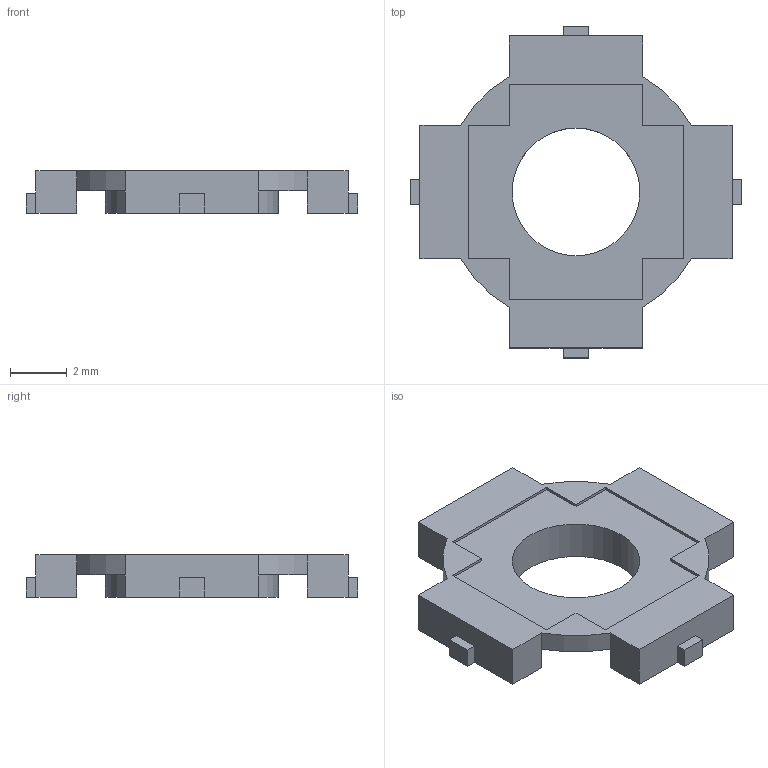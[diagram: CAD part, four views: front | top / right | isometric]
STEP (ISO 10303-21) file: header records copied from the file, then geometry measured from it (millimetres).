
FILE_DESCRIPTION(/* description */ (''),/* implementation_level */ '2;1');
FILE_NAME(/* name */ 'T3-NGCC-STAB.stp',/* time_stamp */ '2022-08-24T18:39:34-04:00',/* author */ ('Antoine'),/* organization */ (''),/* preprocessor_version */ 'ST-DEVELOPER v19.2',/* originating_system */ 'AutoCAD Mechanical',/* authorisation */ '');
FILE_SCHEMA (('AUTOMOTIVE_DESIGN { 1 0 10303 214 3 1 1 }'));
Length unit declared in the file: millimetre
Products named in the file (1): Product
Bounding box: 11.7 x 11.7 x 1.5 mm (x, y, z)
Volume: 73.9 mm3; surface area: 255.4 mm2
Topology: 1 solids, 1 shells, 58 faces, 154 edges, 100 vertices
Faces by surface type: plane 48, cylinder 10
Full cylindrical faces by diameter (mm): 4.5 x1, 6.1 x1
Entity records: 1801 total; most frequent: CARTESIAN_POINT 313, ORIENTED_EDGE 308, DIRECTION 292, EDGE_CURVE 154, LINE 134, VECTOR 134, VERTEX_POINT 100, AXIS2_PLACEMENT_3D 79
